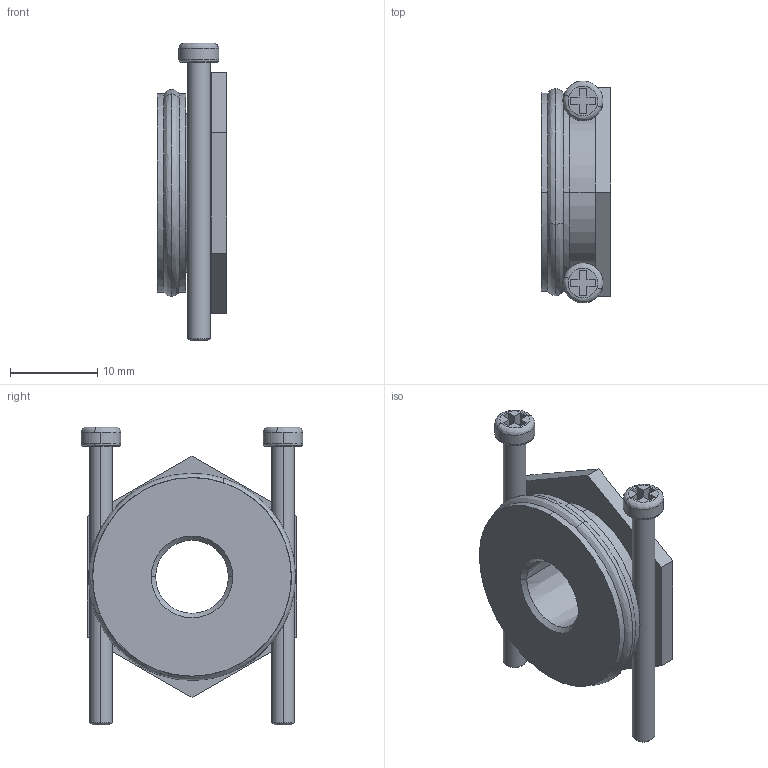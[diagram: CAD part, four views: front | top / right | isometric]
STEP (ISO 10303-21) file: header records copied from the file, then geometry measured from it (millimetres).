
FILE_DESCRIPTION (( 'STEP AP203' ), '1' );
FILE_NAME ('88257F1.step', '2023-05-17T14:18:16', ( '' ), ( '' ), 'SwSTEP 2.0', 'SolidWorks 2021', '' );
FILE_SCHEMA (( 'CONFIG_CONTROL_DESIGN' ));
Length unit declared in the file: inch
Products named in the file (1): 88257F1
Bounding box: 8 x 25.49 x 34.2 mm (x, y, z)
Volume: 2955.1 mm3; surface area: 2649.7 mm2
Topology: 3 solids, 3 shells, 83 faces, 206 edges, 136 vertices
Faces by surface type: plane 43, cylinder 14, cone 14, bspline 12
Entity records: 3099 total; most frequent: CARTESIAN_POINT 1054, ORIENTED_EDGE 412, DIRECTION 406, EDGE_CURVE 206, AXIS2_PLACEMENT_3D 144, VERTEX_POINT 136, VECTOR 118, LINE 118
